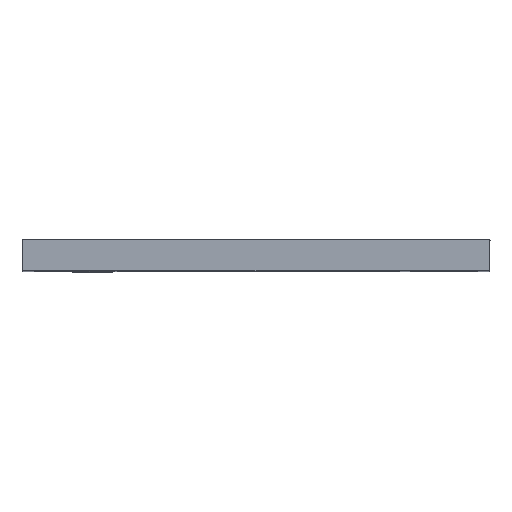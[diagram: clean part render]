
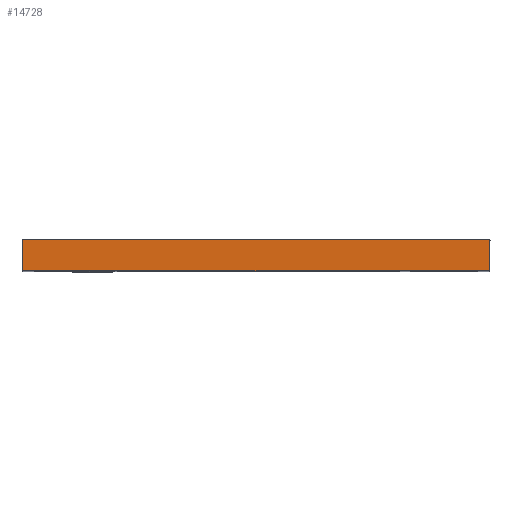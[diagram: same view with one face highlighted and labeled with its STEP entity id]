
A CAD part, top view. The second image highlights one B-rep face of the part: STEP entity #14728.
In plain terms, the highlighted planar face has unit normal (0, -0.026, 1).
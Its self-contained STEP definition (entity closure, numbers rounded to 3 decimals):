
#1641 = VERTEX_POINT ( 'NONE', #4188 ) ;
#3262 = FACE_OUTER_BOUND ( 'NONE', #17876, .T. ) ;
#3420 = VECTOR ( 'NONE', #39477, 1000. ) ;
#4188 = CARTESIAN_POINT ( 'NONE',  ( 0., 60., 450. ) ) ;
#5321 = DIRECTION ( 'NONE',  ( -0.026, 0.999, 0.026 ) ) ;
#6235 = ORIENTED_EDGE ( 'NONE', *, *, #11077, .F. ) ;
#7316 = VERTEX_POINT ( 'NONE', #45805 ) ;
#7454 = LINE ( 'NONE', #38885, #3420 ) ;
#8638 = CARTESIAN_POINT ( 'NONE',  ( 900., 60., 450. ) ) ;
#10320 = AXIS2_PLACEMENT_3D ( 'NONE', #8638, #40665, #48766 ) ;
#10601 = CARTESIAN_POINT ( 'NONE',  ( 0., 60., 450. ) ) ;
#11077 = EDGE_CURVE ( 'NONE', #35337, #15342, #7454, .T. ) ;
#14722 = CARTESIAN_POINT ( 'NONE',  ( 900., 60., 450. ) ) ;
#14728 = ADVANCED_FACE ( 'NONE', ( #3262 ), #49644, .T. ) ;
#15342 = VERTEX_POINT ( 'NONE', #25860 ) ;
#17876 = EDGE_LOOP ( 'NONE', ( #6235, #50010, #50689, #38095 ) ) ;
#18915 = VECTOR ( 'NONE', #51023, 1000. ) ;
#23551 = EDGE_CURVE ( 'NONE', #7316, #15342, #51219, .T. ) ;
#23877 = CARTESIAN_POINT ( 'NONE',  ( 1.571, 0., 448.429 ) ) ;
#25860 = CARTESIAN_POINT ( 'NONE',  ( 898.429, 0., 448.429 ) ) ;
#32754 = LINE ( 'NONE', #10601, #18915 ) ;
#35337 = VERTEX_POINT ( 'NONE', #14722 ) ;
#38095 = ORIENTED_EDGE ( 'NONE', *, *, #23551, .T. ) ;
#38885 = CARTESIAN_POINT ( 'NONE',  ( 900., 60., 450. ) ) ;
#39477 = DIRECTION ( 'NONE',  ( -0.026, -0.999, -0.026 ) ) ;
#40665 = DIRECTION ( 'NONE',  ( 0., -0.026, 1. ) ) ;
#41955 = EDGE_CURVE ( 'NONE', #35337, #1641, #32754, .T. ) ;
#44750 = VECTOR ( 'NONE', #5321, 1000. ) ;
#45544 = DIRECTION ( 'NONE',  ( 1., 0., 0. ) ) ;
#45805 = CARTESIAN_POINT ( 'NONE',  ( 1.571, 0., 448.429 ) ) ;
#48766 = DIRECTION ( 'NONE',  ( 0., -1., -0.026 ) ) ;
#48979 = EDGE_CURVE ( 'NONE', #7316, #1641, #50828, .T. ) ;
#49644 = PLANE ( 'NONE',  #10320 ) ;
#50010 = ORIENTED_EDGE ( 'NONE', *, *, #41955, .T. ) ;
#50026 = CARTESIAN_POINT ( 'NONE',  ( 900., 0., 448.429 ) ) ;
#50689 = ORIENTED_EDGE ( 'NONE', *, *, #48979, .F. ) ;
#50828 = LINE ( 'NONE', #23877, #44750 ) ;
#51023 = DIRECTION ( 'NONE',  ( -1., 0., 0. ) ) ;
#51219 = LINE ( 'NONE', #50026, #58997 ) ;
#58997 = VECTOR ( 'NONE', #45544, 1000. ) ;
